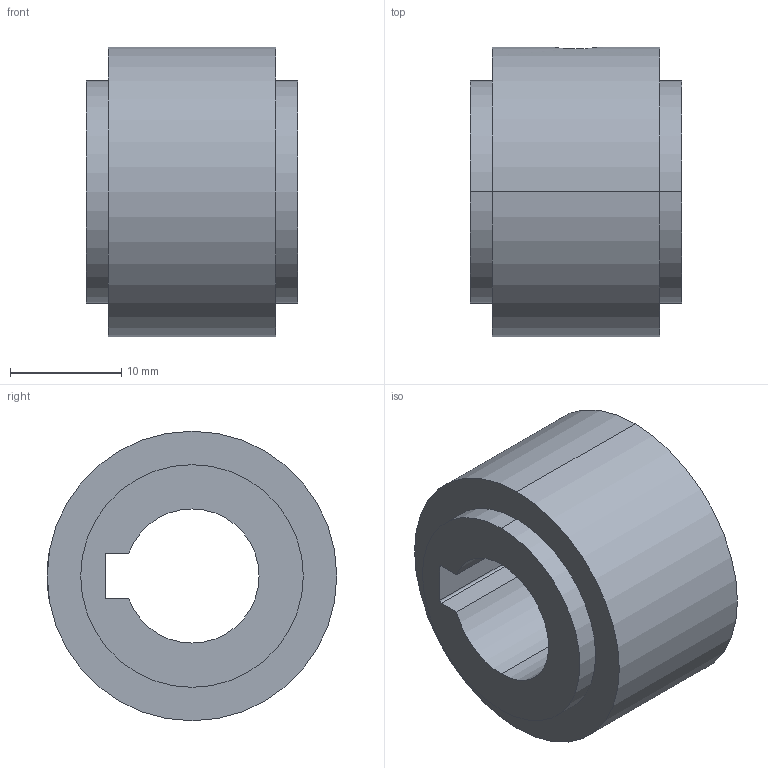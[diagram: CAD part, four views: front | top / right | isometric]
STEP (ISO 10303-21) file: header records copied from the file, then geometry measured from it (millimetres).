
FILE_DESCRIPTION (( 'STEP AP214' ), '1' );
FILE_NAME ('MBRFA75-3-N12-CUSTOMIZED.STEP', '2017-07-18T12:31:11', ( '' ), ( '' ), 'SwSTEP 2.0', 'SolidWorks 2016', '' );
FILE_SCHEMA (( 'AUTOMOTIVE_DESIGN' ));
Length unit declared in the file: millimetre
Products named in the file (1): MBRFA75-3-N12-CUSTOMIZED
Bounding box: 19 x 26 x 26 mm (x, y, z)
Volume: 6874.6 mm3; surface area: 3124.9 mm2
Topology: 1 solids, 1 shells, 23 faces, 54 edges, 36 vertices
Faces by surface type: cylinder 15, plane 8
Entity records: 770 total; most frequent: CARTESIAN_POINT 170, DIRECTION 128, ORIENTED_EDGE 108, EDGE_CURVE 54, AXIS2_PLACEMENT_3D 52, VERTEX_POINT 36, EDGE_LOOP 30, CIRCLE 28
